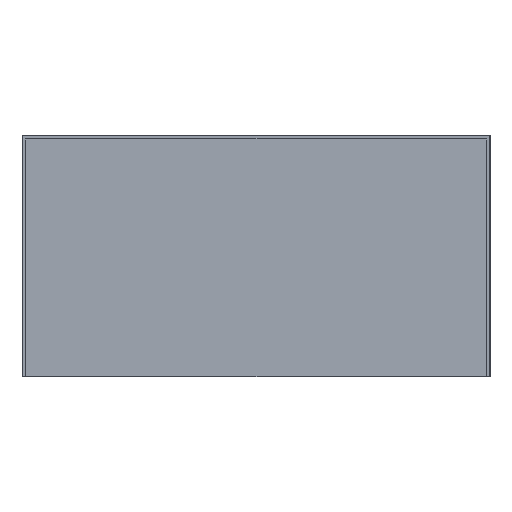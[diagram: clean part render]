
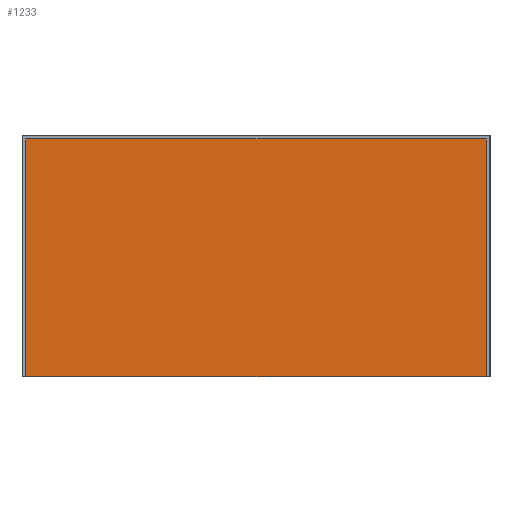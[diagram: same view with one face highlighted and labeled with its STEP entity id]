
A CAD part, left-side view. The second image highlights one B-rep face of the part: STEP entity #1233.
In plain terms, the highlighted planar face has unit normal (-1, 0, 0).
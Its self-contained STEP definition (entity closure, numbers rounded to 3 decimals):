
#1142 = VERTEX_POINT('',#1143);
#1143 = CARTESIAN_POINT('',(-3.45,1.45,0.));
#1151 = VERTEX_POINT('',#1152);
#1152 = CARTESIAN_POINT('',(-3.45,1.45,1.5));
#1158 = EDGE_CURVE('',#1142,#1151,#1159,.T.);
#1159 = LINE('',#1160,#1161);
#1160 = CARTESIAN_POINT('',(-3.45,1.45,0.));
#1161 = VECTOR('',#1162,1.);
#1162 = DIRECTION('',(0.,0.,1.));
#1173 = EDGE_CURVE('',#1151,#1174,#1176,.T.);
#1174 = VERTEX_POINT('',#1175);
#1175 = CARTESIAN_POINT('',(-3.45,-1.45,1.5));
#1176 = LINE('',#1177,#1178);
#1177 = CARTESIAN_POINT('',(-3.45,1.45,1.5));
#1178 = VECTOR('',#1179,1.);
#1179 = DIRECTION('',(0.,-1.,0.));
#1197 = VERTEX_POINT('',#1198);
#1198 = CARTESIAN_POINT('',(-3.45,-1.45,0.));
#1204 = EDGE_CURVE('',#1197,#1174,#1205,.T.);
#1205 = LINE('',#1206,#1207);
#1206 = CARTESIAN_POINT('',(-3.45,-1.45,0.));
#1207 = VECTOR('',#1208,1.);
#1208 = DIRECTION('',(0.,0.,1.));
#1221 = EDGE_CURVE('',#1142,#1197,#1222,.T.);
#1222 = LINE('',#1223,#1224);
#1223 = CARTESIAN_POINT('',(-3.45,1.45,0.));
#1224 = VECTOR('',#1225,1.);
#1225 = DIRECTION('',(0.,-1.,0.));
#1233 = ADVANCED_FACE('',(#1234),#1240,.F.);
#1234 = FACE_BOUND('',#1235,.F.);
#1235 = EDGE_LOOP('',(#1236,#1237,#1238,#1239));
#1236 = ORIENTED_EDGE('',*,*,#1158,.T.);
#1237 = ORIENTED_EDGE('',*,*,#1173,.T.);
#1238 = ORIENTED_EDGE('',*,*,#1204,.F.);
#1239 = ORIENTED_EDGE('',*,*,#1221,.F.);
#1240 = PLANE('',#1241);
#1241 = AXIS2_PLACEMENT_3D('',#1242,#1243,#1244);
#1242 = CARTESIAN_POINT('',(-3.45,1.45,0.));
#1243 = DIRECTION('',(1.,0.,0.));
#1244 = DIRECTION('',(0.,-1.,0.));
